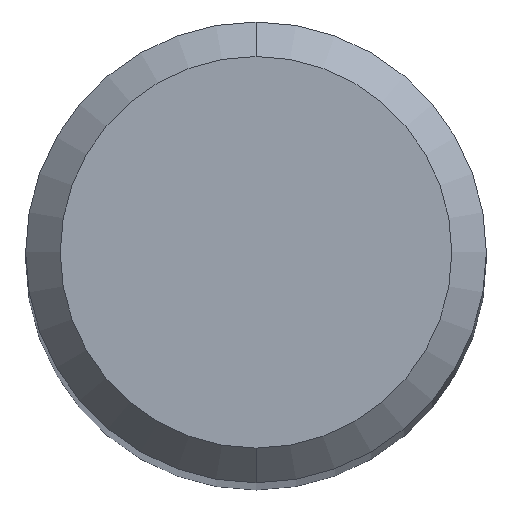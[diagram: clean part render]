
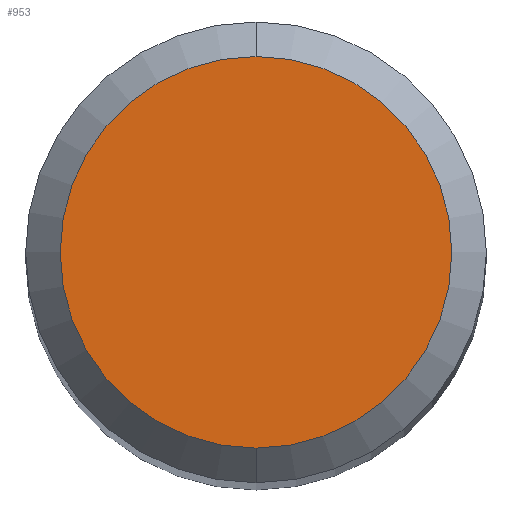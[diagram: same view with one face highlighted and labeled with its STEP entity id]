
A CAD part, top view. The second image highlights one B-rep face of the part: STEP entity #953.
In plain terms, the highlighted planar face has unit normal (0, 0, 1).
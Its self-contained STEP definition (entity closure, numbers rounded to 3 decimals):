
#479=VERTEX_POINT('',#1309);
#535=EDGE_CURVE('',#479,#983,#1369,.T.);
#899=EDGE_CURVE('',#983,#479,#1769,.T.);
#953=ADVANCED_FACE('',(#1827),#1828,.T.);
#983=VERTEX_POINT('',#1861);
#1309=CARTESIAN_POINT('',(0.0,1.7,0.0));
#1369=CIRCLE('',#2450,1.7);
#1769=CIRCLE('',#4335,1.7);
#1827=FACE_OUTER_BOUND('',#4595,.T.);
#1828=PLANE('',#4596);
#1861=CARTESIAN_POINT('',(0.,-1.7,0.0));
#2450=AXIS2_PLACEMENT_3D('',#5814,#5815,#5816);
#4335=AXIS2_PLACEMENT_3D('',#6239,#6240,#6241);
#4595=EDGE_LOOP('',(#6301,#6302));
#4596=AXIS2_PLACEMENT_3D('',#6303,#6304,#6305);
#5814=CARTESIAN_POINT('',(0.0,0.0,0.0));
#5815=DIRECTION('',(0.0,0.0,-1.0));
#5816=DIRECTION('',(0.0,1.0,0.0));
#6239=CARTESIAN_POINT('',(0.0,0.0,0.0));
#6240=DIRECTION('',(0.0,0.0,-1.0));
#6241=DIRECTION('',(0.0,1.0,0.0));
#6301=ORIENTED_EDGE('',*,*,#535,.F.);
#6302=ORIENTED_EDGE('',*,*,#899,.F.);
#6303=CARTESIAN_POINT('',(0.0,0.85,0.0));
#6304=DIRECTION('',(-0.0,0.0,1.0));
#6305=DIRECTION('',(0.0,-1.0,0.0));
